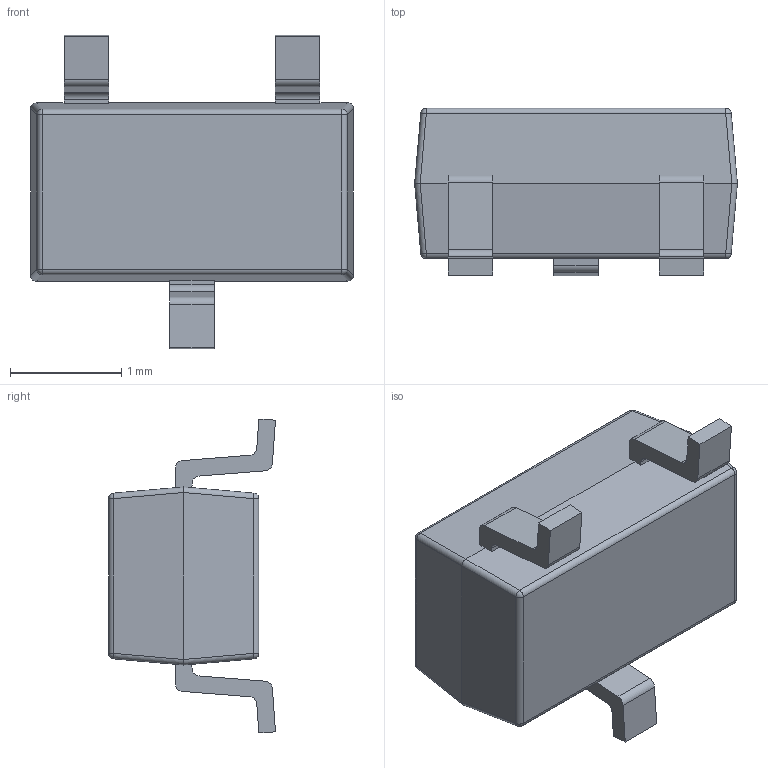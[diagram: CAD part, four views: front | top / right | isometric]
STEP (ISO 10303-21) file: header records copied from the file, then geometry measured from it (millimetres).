
FILE_DESCRIPTION (( 'STEP AP214' ), '1' );
FILE_NAME ('sot-23-3.STEP', '2016-01-03T09:35:01', ( '' ), ( '' ), 'SwSTEP 2.0', 'SolidWorks 2015', '' );
FILE_SCHEMA (( 'AUTOMOTIVE_DESIGN' ));
Length unit declared in the file: millimetre
Products named in the file (1): sot-23-3
Bounding box: 2.9 x 1.5 x 2.82 mm (x, y, z)
Volume: 6.1 mm3; surface area: 23.8 mm2
Topology: 1 solids, 1 shells, 73 faces, 189 edges, 110 vertices
Faces by surface type: plane 37, cylinder 28, sphere 8
Entity records: 2590 total; most frequent: CARTESIAN_POINT 377, DIRECTION 373, ORIENTED_EDGE 362, EDGE_CURVE 181, LINE 129, VECTOR 129, AXIS2_PLACEMENT_3D 122, VERTEX_POINT 110
